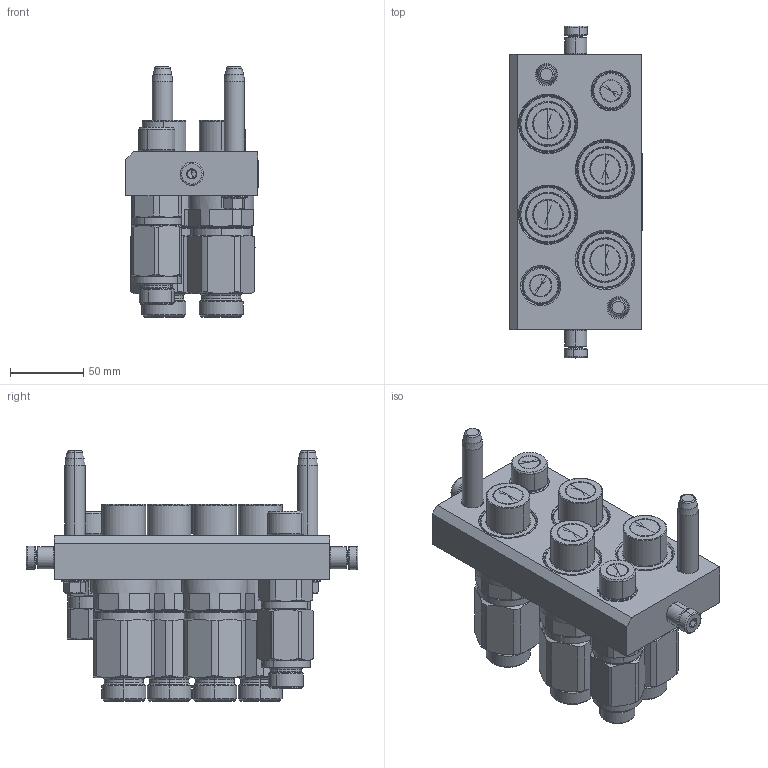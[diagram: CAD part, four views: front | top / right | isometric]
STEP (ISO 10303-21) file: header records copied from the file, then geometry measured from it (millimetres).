
FILE_DESCRIPTION (( 'STEP AP214' ), '1' );
FILE_NAME ('FASTER.step', '2025-03-25T17:57:00', ( '' ), ( '' ), 'SwSTEP 2.0', 'SolidWorks 2017', '' );
FILE_SCHEMA (( 'AUTOMOTIVE_DESIGN' ));
Length unit declared in the file: millimetre
Products named in the file (13): 3ffnp12-3_24m; et002; P6I_M_BASE; 2ffnp12-18g_m; 4830_021_1000_000.prt; FASTER; 4830_013_3000_030; 4830_028_1000_011.prt; 3ffnp34_3_302m; 4850_010_8000_000.prt; 1540_080_0008_000.prt
Assembly tree (19 placements, depth 3):
  FASTER
    P6I_M_BASE
      4850_010_8000_000.prt
      4830_021_1000_000.prt  x2
      4830_028_1000_011.prt  x2
      1540_080_0008_000.prt  x2
      4830_013_3000_030  x2
    3ffnp34_3_302m  x4
      3ffnp34_3_302m
    3ffnp12-3_24m
      3ffnp12-3_24m
    2ffnp12-18g_m
    et002
Bounding box: 90.3 x 226.6 x 170.75 mm (x, y, z)
Volume: 38941.4 mm3; surface area: 218703.2 mm2
Topology: 6 solids, 67 shells, 2397 faces, 7154 edges, 4688 vertices
Faces by surface type: plane 1186, cone 444, cylinder 437, bspline 180, torus 150
Entity records: 63803 total; most frequent: CARTESIAN_POINT 17454, ORIENTED_EDGE 7784, DIRECTION 7403, EDGE_CURVE 4204, VERTEX_POINT 2731, AXIS2_PLACEMENT_3D 2472, LINE 2459, VECTOR 2459
